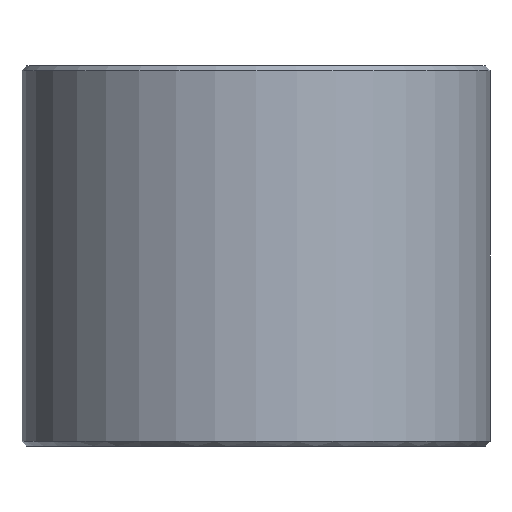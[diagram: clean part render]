
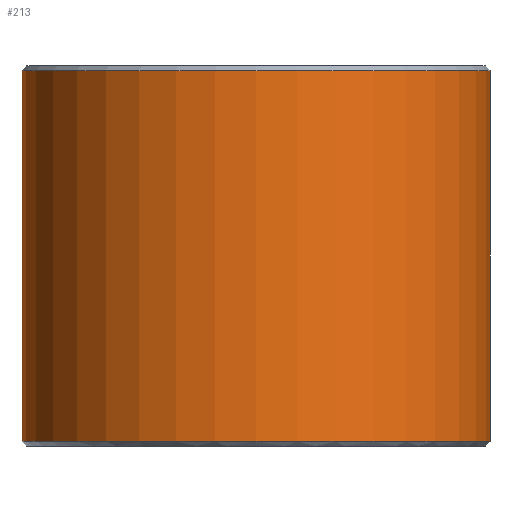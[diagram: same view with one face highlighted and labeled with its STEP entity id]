
A CAD part, front view. The second image highlights one B-rep face of the part: STEP entity #213.
In plain terms, the highlighted cylindrical face has radius 40 mm (diameter 80 mm), a partial arc.
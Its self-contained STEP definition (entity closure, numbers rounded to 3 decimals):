
#120=CARTESIAN_POINT('Vertex',(-40.,0.,64.2)) ;
#123=CARTESIAN_POINT('Axis2P3D Location',(0.,0.,64.2)) ;
#127=CARTESIAN_POINT('Vertex',(40.,0.,64.2)) ;
#171=CARTESIAN_POINT('Axis2P3D Location',(0.,0.,32.5)) ;
#176=CARTESIAN_POINT('Line Origine',(-40.,0.,32.5)) ;
#180=CARTESIAN_POINT('Vertex',(-40.,0.,0.8)) ;
#183=CARTESIAN_POINT('Line Origine',(40.,0.,32.5)) ;
#187=CARTESIAN_POINT('Vertex',(40.,0.,0.8)) ;
#202=CARTESIAN_POINT('Axis2P3D Location',(0.,0.,0.8)) ;
#124=DIRECTION('Axis2P3D Direction',(0.,0.,1.)) ;
#172=DIRECTION('Axis2P3D Direction',(0.,0.,1.)) ;
#173=DIRECTION('Axis2P3D XDirection',(1.,0.,0.)) ;
#177=DIRECTION('Vector Direction',(0.,0.,1.)) ;
#184=DIRECTION('Vector Direction',(0.,0.,1.)) ;
#203=DIRECTION('Axis2P3D Direction',(0.,0.,1.)) ;
#125=AXIS2_PLACEMENT_3D('Circle Axis2P3D',#123,#124,$) ;
#174=AXIS2_PLACEMENT_3D('Cylinder Axis2P3D',#171,#172,#173) ;
#204=AXIS2_PLACEMENT_3D('Circle Axis2P3D',#202,#203,$) ;
#208=ORIENTED_EDGE('',*,*,#189,.T.) ;
#209=ORIENTED_EDGE('',*,*,#129,.F.) ;
#210=ORIENTED_EDGE('',*,*,#182,.F.) ;
#211=ORIENTED_EDGE('',*,*,#206,.T.) ;
#178=VECTOR('Line Direction',#177,1.) ;
#185=VECTOR('Line Direction',#184,1.) ;
#213=ADVANCED_FACE('Corps principal',(#212),#175,.T.) ;
#126=CIRCLE('generated circle',#125,40.) ;
#205=CIRCLE('generated circle',#204,40.) ;
#175=CYLINDRICAL_SURFACE('generated cylinder',#174,40.) ;
#129=EDGE_CURVE('',#121,#128,#126,.T.) ;
#182=EDGE_CURVE('',#181,#121,#179,.T.) ;
#189=EDGE_CURVE('',#188,#128,#186,.T.) ;
#206=EDGE_CURVE('',#181,#188,#205,.T.) ;
#207=EDGE_LOOP('',(#208,#209,#210,#211)) ;
#212=FACE_OUTER_BOUND('',#207,.T.) ;
#179=LINE('Line',#176,#178) ;
#186=LINE('Line',#183,#185) ;
#121=VERTEX_POINT('',#120) ;
#128=VERTEX_POINT('',#127) ;
#181=VERTEX_POINT('',#180) ;
#188=VERTEX_POINT('',#187) ;
